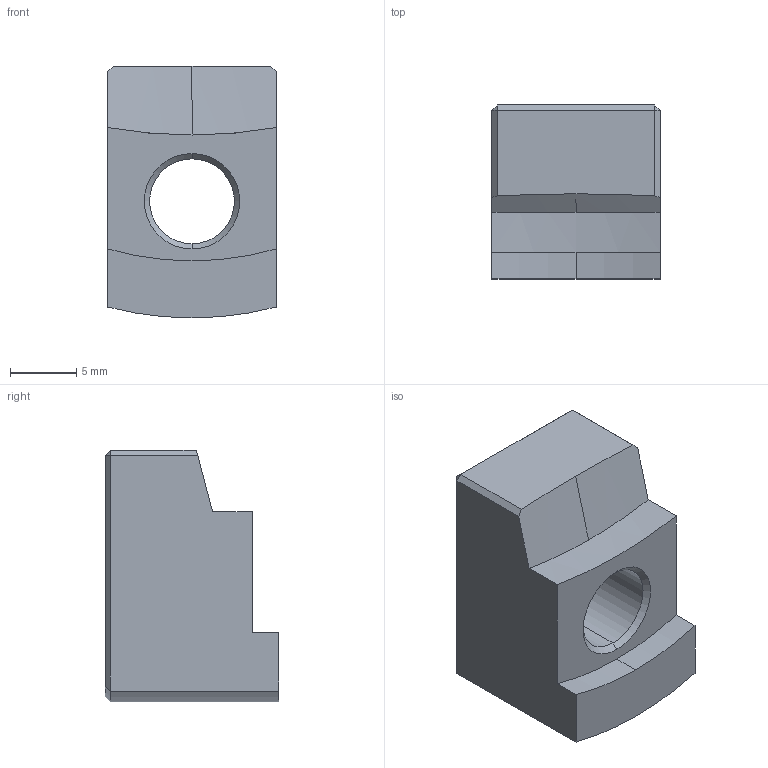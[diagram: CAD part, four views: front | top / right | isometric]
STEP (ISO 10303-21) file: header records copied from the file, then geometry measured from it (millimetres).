
FILE_DESCRIPTION (( 'STEP AP214' ), '1' );
FILE_NAME ('Hositrad_KF10-KF50-NC.STEP', '2012-07-10T09:35:22', ( '' ), ( '' ), 'SwSTEP 2.0', 'SolidWorks 2012', '' );
FILE_SCHEMA (( 'AUTOMOTIVE_DESIGN' ));
Length unit declared in the file: millimetre
Products named in the file (1): Hositrad_KF10-KF50-NC
Bounding box: 12.7 x 13.1 x 19 mm (x, y, z)
Volume: 2150.2 mm3; surface area: 1315.5 mm2
Topology: 1 solids, 1 shells, 28 faces, 65 edges, 39 vertices
Faces by surface type: plane 13, cone 8, cylinder 7
Entity records: 832 total; most frequent: CARTESIAN_POINT 157, DIRECTION 136, ORIENTED_EDGE 130, EDGE_CURVE 65, AXIS2_PLACEMENT_3D 50, VERTEX_POINT 39, VECTOR 36, LINE 36
